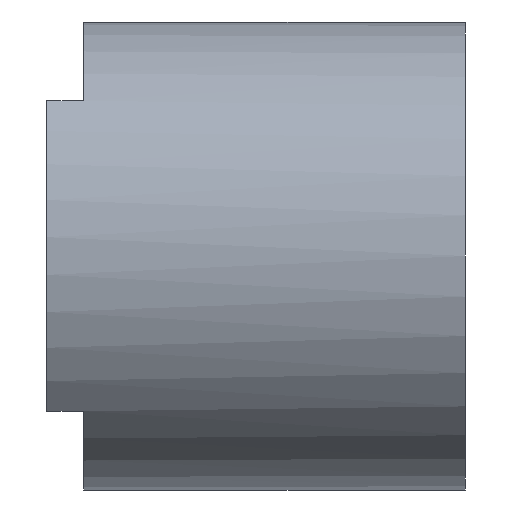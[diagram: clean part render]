
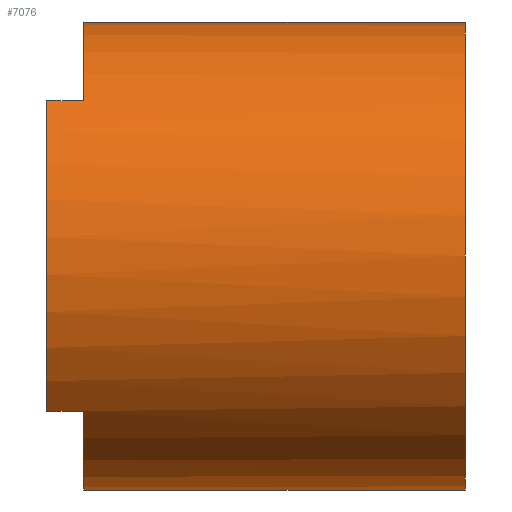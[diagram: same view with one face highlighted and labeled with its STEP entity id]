
A CAD part, left-side view. The second image highlights one B-rep face of the part: STEP entity #7076.
In plain terms, the highlighted cylindrical face has radius 9.5 mm (diameter 19 mm), a partial arc.
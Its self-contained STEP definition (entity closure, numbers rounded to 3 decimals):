
#10 = EDGE_CURVE ( 'NONE', #10497, #8290, #5909, .T. ) ;
#178 = ORIENTED_EDGE ( 'NONE', *, *, #8982, .T. ) ;
#459 = CARTESIAN_POINT ( 'NONE',  ( -24.5, 15.5, 0. ) ) ;
#782 = CARTESIAN_POINT ( 'NONE',  ( -24.5, 15.5, -9.5 ) ) ;
#1223 = FACE_OUTER_BOUND ( 'NONE', #8353, .T. ) ;
#1518 = DIRECTION ( 'NONE',  ( 0., 0., 1. ) ) ;
#1535 = DIRECTION ( 'NONE',  ( 0., -1., 0. ) ) ;
#1739 = ORIENTED_EDGE ( 'NONE', *, *, #8509, .F. ) ;
#2172 = VECTOR ( 'NONE', #11920, 1000. ) ;
#2214 = ORIENTED_EDGE ( 'NONE', *, *, #10638, .F. ) ;
#2240 = CARTESIAN_POINT ( 'NONE',  ( -24.5, 17., 0. ) ) ;
#2346 = CARTESIAN_POINT ( 'NONE',  ( -24.5, 15.5, 0. ) ) ;
#2349 = LINE ( 'NONE', #6141, #13143 ) ;
#2367 = CARTESIAN_POINT ( 'NONE',  ( -24.5, 17., 9.5 ) ) ;
#2683 = CIRCLE ( 'NONE', #10476, 9.5 ) ;
#2699 = CARTESIAN_POINT ( 'NONE',  ( -31.611, 17., 6.3 ) ) ;
#2761 = EDGE_CURVE ( 'NONE', #5466, #11793, #2349, .T. ) ;
#3108 = EDGE_CURVE ( 'NONE', #5766, #6877, #7760, .T. ) ;
#3304 = DIRECTION ( 'NONE',  ( 0., 0., 1. ) ) ;
#3417 = DIRECTION ( 'NONE',  ( 0., 0., 1. ) ) ;
#3545 = CARTESIAN_POINT ( 'NONE',  ( -24.5, 0., 0. ) ) ;
#3694 = CYLINDRICAL_SURFACE ( 'NONE', #10730, 9.5 ) ;
#3788 = CARTESIAN_POINT ( 'NONE',  ( -31.611, 15.5, -6.3 ) ) ;
#3887 = CARTESIAN_POINT ( 'NONE',  ( -31.611, 17., -6.3 ) ) ;
#4004 = ORIENTED_EDGE ( 'NONE', *, *, #10, .F. ) ;
#4065 = ORIENTED_EDGE ( 'NONE', *, *, #6328, .F. ) ;
#4072 = CARTESIAN_POINT ( 'NONE',  ( -24.5, 0., 9.5 ) ) ;
#4504 = DIRECTION ( 'NONE',  ( 0., -1., 0. ) ) ;
#4616 = DIRECTION ( 'NONE',  ( 0., 0., 1. ) ) ;
#4968 = VECTOR ( 'NONE', #1535, 1000. ) ;
#4976 = EDGE_CURVE ( 'NONE', #8217, #8740, #13284, .T. ) ;
#5466 = VERTEX_POINT ( 'NONE', #6507 ) ;
#5584 = VECTOR ( 'NONE', #4504, 1000. ) ;
#5623 = CARTESIAN_POINT ( 'NONE',  ( -24.5, 0., -9.5 ) ) ;
#5682 = CARTESIAN_POINT ( 'NONE',  ( -24.5, 17., -9.5 ) ) ;
#5766 = VERTEX_POINT ( 'NONE', #782 ) ;
#5889 = CARTESIAN_POINT ( 'NONE',  ( -24.5, 17., 0. ) ) ;
#5909 = LINE ( 'NONE', #2367, #5584 ) ;
#5931 = DIRECTION ( 'NONE',  ( 0., 0., -1. ) ) ;
#6141 = CARTESIAN_POINT ( 'NONE',  ( -31.611, 17., 6.3 ) ) ;
#6328 = EDGE_CURVE ( 'NONE', #5766, #8740, #12199, .T. ) ;
#6507 = CARTESIAN_POINT ( 'NONE',  ( -31.611, 15.5, 6.3 ) ) ;
#6877 = VERTEX_POINT ( 'NONE', #5623 ) ;
#6954 = ORIENTED_EDGE ( 'NONE', *, *, #3108, .T. ) ;
#7076 = ADVANCED_FACE ( 'NONE', ( #1223 ), #3694, .T. ) ;
#7760 = LINE ( 'NONE', #5682, #2172 ) ;
#7767 = CARTESIAN_POINT ( 'NONE',  ( -31.611, 17., -6.3 ) ) ;
#7806 = DIRECTION ( 'NONE',  ( 0., 1., 0. ) ) ;
#7997 = ORIENTED_EDGE ( 'NONE', *, *, #4976, .T. ) ;
#8042 = ORIENTED_EDGE ( 'NONE', *, *, #2761, .T. ) ;
#8217 = VERTEX_POINT ( 'NONE', #3887 ) ;
#8290 = VERTEX_POINT ( 'NONE', #4072 ) ;
#8353 = EDGE_LOOP ( 'NONE', ( #1739, #8042, #2214, #7997, #4065, #6954, #178, #4004 ) ) ;
#8437 = AXIS2_PLACEMENT_3D ( 'NONE', #459, #7806, #1518 ) ;
#8509 = EDGE_CURVE ( 'NONE', #5466, #10497, #2683, .T. ) ;
#8740 = VERTEX_POINT ( 'NONE', #3788 ) ;
#8982 = EDGE_CURVE ( 'NONE', #6877, #8290, #9978, .T. ) ;
#9045 = DIRECTION ( 'NONE',  ( 0., -1., 0. ) ) ;
#9267 = AXIS2_PLACEMENT_3D ( 'NONE', #3545, #10842, #4616 ) ;
#9566 = DIRECTION ( 'NONE',  ( 0., 1., 0. ) ) ;
#9671 = DIRECTION ( 'NONE',  ( 0., 1., 0. ) ) ;
#9978 = CIRCLE ( 'NONE', #9267, 9.5 ) ;
#9985 = AXIS2_PLACEMENT_3D ( 'NONE', #2240, #9566, #3304 ) ;
#10476 = AXIS2_PLACEMENT_3D ( 'NONE', #2346, #9671, #3417 ) ;
#10497 = VERTEX_POINT ( 'NONE', #12294 ) ;
#10638 = EDGE_CURVE ( 'NONE', #8217, #11793, #11399, .T. ) ;
#10730 = AXIS2_PLACEMENT_3D ( 'NONE', #5889, #9045, #5931 ) ;
#10842 = DIRECTION ( 'NONE',  ( 0., 1., 0. ) ) ;
#11399 = CIRCLE ( 'NONE', #9985, 9.5 ) ;
#11793 = VERTEX_POINT ( 'NONE', #2699 ) ;
#11920 = DIRECTION ( 'NONE',  ( 0., -1., 0. ) ) ;
#12199 = CIRCLE ( 'NONE', #8437, 9.5 ) ;
#12294 = CARTESIAN_POINT ( 'NONE',  ( -24.5, 15.5, 9.5 ) ) ;
#13143 = VECTOR ( 'NONE', #13456, 1000. ) ;
#13284 = LINE ( 'NONE', #7767, #4968 ) ;
#13456 = DIRECTION ( 'NONE',  ( 0., 1., 0. ) ) ;
